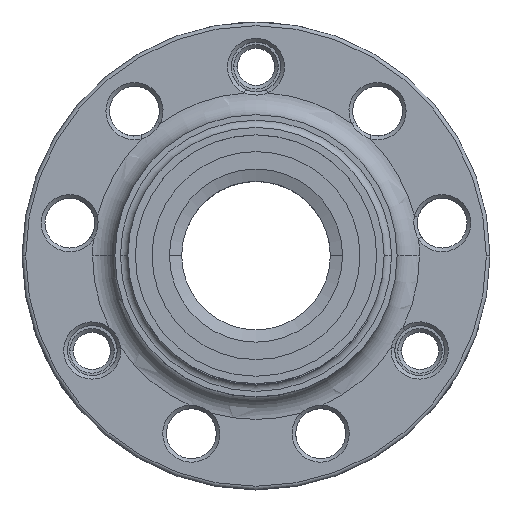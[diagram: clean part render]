
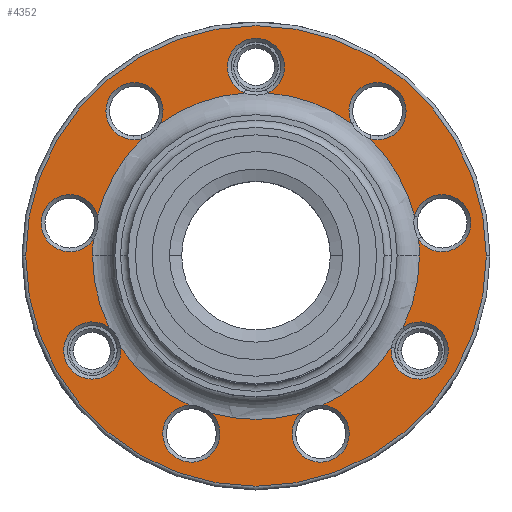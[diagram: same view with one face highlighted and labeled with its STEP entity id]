
A CAD part, top view. The second image highlights one B-rep face of the part: STEP entity #4352.
In plain terms, the highlighted planar face has unit normal (0, 0, 1).
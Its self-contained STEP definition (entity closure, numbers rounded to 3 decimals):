
#126=CARTESIAN_POINT('',(0.,0.,2.2));
#127=DIRECTION('',(0.,0.,1.));
#128=DIRECTION('',(-0.072,0.997,0.));
#129=AXIS2_PLACEMENT_3D('',#126,#127,#128);
#131=CARTESIAN_POINT('',(0.,0.,2.2));
#132=DIRECTION('',(0.,0.,1.));
#133=DIRECTION('',(-0.696,0.718,0.));
#134=AXIS2_PLACEMENT_3D('',#131,#132,#133);
#136=CARTESIAN_POINT('',(0.,0.,2.2));
#137=DIRECTION('',(0.,0.,1.));
#138=DIRECTION('',(-0.995,0.102,0.));
#139=AXIS2_PLACEMENT_3D('',#136,#137,#138);
#141=CARTESIAN_POINT('',(0.,0.,2.2));
#142=DIRECTION('',(0.,0.,1.));
#143=DIRECTION('',(-1.,0.,0.));
#144=AXIS2_PLACEMENT_3D('',#141,#142,#143);
#146=CARTESIAN_POINT('',(0.,0.,2.2));
#147=DIRECTION('',(0.,0.,1.));
#148=DIRECTION('',(-0.828,-0.561,0.));
#149=AXIS2_PLACEMENT_3D('',#146,#147,#148);
#151=CARTESIAN_POINT('',(0.,0.,2.2));
#152=DIRECTION('',(0.,0.,1.));
#153=DIRECTION('',(-0.273,-0.962,0.));
#154=AXIS2_PLACEMENT_3D('',#151,#152,#153);
#156=CARTESIAN_POINT('',(0.,0.,2.2));
#157=DIRECTION('',(0.,0.,1.));
#158=DIRECTION('',(0.409,-0.913,0.));
#159=AXIS2_PLACEMENT_3D('',#156,#157,#158);
#161=CARTESIAN_POINT('',(0.,0.,2.2));
#162=DIRECTION('',(0.,0.,1.));
#163=DIRECTION('',(0.9,-0.436,0.));
#164=AXIS2_PLACEMENT_3D('',#161,#162,#163);
#166=CARTESIAN_POINT('',(0.,0.,2.2));
#167=DIRECTION('',(0.,0.,1.));
#168=DIRECTION('',(1.,0.,0.));
#169=AXIS2_PLACEMENT_3D('',#166,#167,#168);
#171=CARTESIAN_POINT('',(0.,0.,2.2));
#172=DIRECTION('',(0.,0.,1.));
#173=DIRECTION('',(0.97,0.244,0.));
#174=AXIS2_PLACEMENT_3D('',#171,#172,#173);
#176=CARTESIAN_POINT('',(0.,0.,2.2));
#177=DIRECTION('',(0.,0.,1.));
#178=DIRECTION('',(0.586,0.81,0.));
#179=AXIS2_PLACEMENT_3D('',#176,#177,#178);
#181=CARTESIAN_POINT('',(0.,0.,2.2));
#182=DIRECTION('',(0.,0.,1.));
#183=DIRECTION('',(-1.,0.,0.));
#184=AXIS2_PLACEMENT_3D('',#181,#182,#183);
#186=CARTESIAN_POINT('',(0.,0.,2.2));
#187=DIRECTION('',(0.,0.,1.));
#188=DIRECTION('',(1.,0.,0.));
#189=AXIS2_PLACEMENT_3D('',#186,#187,#188);
#195=CARTESIAN_POINT('',(0.,25.45,2.2));
#196=DIRECTION('',(0.,0.,-1.));
#197=DIRECTION('',(-0.412,-0.911,0.));
#198=AXIS2_PLACEMENT_3D('',#195,#196,#197);
#254=CARTESIAN_POINT('',(1.588,21.943,2.2));
#261=CARTESIAN_POINT('',(-1.588,21.943,2.2));
#263=CARTESIAN_POINT('',(15.321,15.788,2.2));
#270=CARTESIAN_POINT('',(12.888,17.83,2.2));
#272=CARTESIAN_POINT('',(21.885,2.247,2.2));
#279=CARTESIAN_POINT('',(21.333,5.374,2.2));
#286=CARTESIAN_POINT('',(-21.333,5.374,2.2));
#293=CARTESIAN_POINT('',(-21.885,2.247,2.2));
#295=CARTESIAN_POINT('',(-12.888,17.83,2.2));
#302=CARTESIAN_POINT('',(-15.321,15.788,2.2));
#308=CARTESIAN_POINT('',(16.359,19.496,2.2));
#309=DIRECTION('',(0.,0.,-1.));
#310=DIRECTION('',(-0.901,-0.433,0.));
#311=AXIS2_PLACEMENT_3D('',#308,#309,#310);
#375=CARTESIAN_POINT('',(25.063,4.419,2.2));
#376=DIRECTION('',(0.,0.,-1.));
#377=DIRECTION('',(-0.969,0.248,0.));
#378=AXIS2_PLACEMENT_3D('',#375,#376,#377);
#430=CARTESIAN_POINT('',(18.209,-12.346,2.2));
#437=CARTESIAN_POINT('',(19.797,-9.596,2.2));
#439=CARTESIAN_POINT('',(6.013,-21.162,2.2));
#446=CARTESIAN_POINT('',(8.997,-20.076,2.2));
#448=CARTESIAN_POINT('',(-8.997,-20.076,2.2));
#455=CARTESIAN_POINT('',(-6.013,-21.162,2.2));
#457=CARTESIAN_POINT('',(-19.797,-9.596,2.2));
#464=CARTESIAN_POINT('',(-18.209,-12.346,2.2));
#479=CARTESIAN_POINT('',(22.04,-12.725,2.2));
#480=DIRECTION('',(0.,0.,-1.));
#481=DIRECTION('',(-0.583,0.813,0.));
#482=AXIS2_PLACEMENT_3D('',#479,#480,#481);
#538=CARTESIAN_POINT('',(8.704,-23.915,2.2));
#539=DIRECTION('',(0.,0.,-1.));
#540=DIRECTION('',(0.076,0.997,0.));
#541=AXIS2_PLACEMENT_3D('',#538,#539,#540);
#601=CARTESIAN_POINT('',(-8.704,-23.915,2.2));
#602=DIRECTION('',(0.,0.,-1.));
#603=DIRECTION('',(0.699,0.715,0.));
#604=AXIS2_PLACEMENT_3D('',#601,#602,#603);
#664=CARTESIAN_POINT('',(-22.04,-12.725,2.2));
#665=DIRECTION('',(0.,0.,-1.));
#666=DIRECTION('',(0.995,0.098,0.));
#667=AXIS2_PLACEMENT_3D('',#664,#665,#666);
#3269=CARTESIAN_POINT('',(-25.063,4.419,2.2));
#3270=DIRECTION('',(0.,0.,-1.));
#3271=DIRECTION('',(0.826,-0.564,0.));
#3272=AXIS2_PLACEMENT_3D('',#3269,#3270,#3271);
#3332=CARTESIAN_POINT('',(-16.359,19.496,2.2));
#3333=DIRECTION('',(0.,0.,-1.));
#3334=DIRECTION('',(0.27,-0.963,0.));
#3335=AXIS2_PLACEMENT_3D('',#3332,#3333,#3334);
#3421=CARTESIAN_POINT('',(22.,0.,2.2));
#3422=VERTEX_POINT('',#3421);
#3423=CARTESIAN_POINT('',(-22.,0.,2.2));
#3424=VERTEX_POINT('',#3423);
#3425=VERTEX_POINT('',#254);
#3426=VERTEX_POINT('',#261);
#3437=VERTEX_POINT('',#263);
#3438=VERTEX_POINT('',#270);
#3442=VERTEX_POINT('',#272);
#3443=VERTEX_POINT('',#279);
#3450=VERTEX_POINT('',#430);
#3451=VERTEX_POINT('',#437);
#3462=VERTEX_POINT('',#439);
#3463=VERTEX_POINT('',#446);
#3471=VERTEX_POINT('',#448);
#3472=VERTEX_POINT('',#455);
#3480=VERTEX_POINT('',#286);
#3481=VERTEX_POINT('',#293);
#3489=VERTEX_POINT('',#457);
#3490=VERTEX_POINT('',#464);
#3498=VERTEX_POINT('',#295);
#3499=VERTEX_POINT('',#302);
#3503=CARTESIAN_POINT('',(-31.,0.,2.2));
#3504=CARTESIAN_POINT('',(31.,0.,2.2));
#3505=VERTEX_POINT('',#3503);
#3506=VERTEX_POINT('',#3504);
#4300=CARTESIAN_POINT('',(0.,0.,2.2));
#4301=DIRECTION('',(0.,0.,1.));
#4302=DIRECTION('',(1.,0.,0.));
#4303=AXIS2_PLACEMENT_3D('',#4300,#4301,#4302);
#4304=PLANE('',#4303);
#4306=ORIENTED_EDGE('',*,*,#4305,.F.);
#4307=ORIENTED_EDGE('',*,*,#4290,.F.);
#4308=EDGE_LOOP('',(#4306,#4307));
#4309=FACE_OUTER_BOUND('',#4308,.F.);
#4311=ORIENTED_EDGE('',*,*,#4310,.F.);
#4313=ORIENTED_EDGE('',*,*,#4312,.T.);
#4315=ORIENTED_EDGE('',*,*,#4314,.F.);
#4317=ORIENTED_EDGE('',*,*,#4316,.T.);
#4319=ORIENTED_EDGE('',*,*,#4318,.F.);
#4321=ORIENTED_EDGE('',*,*,#4320,.T.);
#4323=ORIENTED_EDGE('',*,*,#4322,.T.);
#4325=ORIENTED_EDGE('',*,*,#4324,.F.);
#4327=ORIENTED_EDGE('',*,*,#4326,.T.);
#4329=ORIENTED_EDGE('',*,*,#4328,.F.);
#4331=ORIENTED_EDGE('',*,*,#4330,.T.);
#4333=ORIENTED_EDGE('',*,*,#4332,.F.);
#4335=ORIENTED_EDGE('',*,*,#4334,.T.);
#4337=ORIENTED_EDGE('',*,*,#4336,.F.);
#4339=ORIENTED_EDGE('',*,*,#4338,.T.);
#4341=ORIENTED_EDGE('',*,*,#4340,.T.);
#4343=ORIENTED_EDGE('',*,*,#4342,.F.);
#4345=ORIENTED_EDGE('',*,*,#4344,.T.);
#4347=ORIENTED_EDGE('',*,*,#4346,.F.);
#4349=ORIENTED_EDGE('',*,*,#4348,.T.);
#4350=EDGE_LOOP('',(#4311,#4313,#4315,#4317,#4319,#4321,#4323,#4325,#4327,#4329,
#4331,#4333,#4335,#4337,#4339,#4341,#4343,#4345,#4347,#4349));
#4351=FACE_BOUND('',#4350,.F.);
#130=CIRCLE('',#129,22.);
#135=CIRCLE('',#134,22.);
#140=CIRCLE('',#139,22.);
#145=CIRCLE('',#144,22.);
#150=CIRCLE('',#149,22.);
#155=CIRCLE('',#154,22.);
#160=CIRCLE('',#159,22.);
#165=CIRCLE('',#164,22.);
#170=CIRCLE('',#169,22.);
#175=CIRCLE('',#174,22.);
#180=CIRCLE('',#179,22.);
#185=CIRCLE('',#184,31.);
#190=CIRCLE('',#189,31.);
#199=CIRCLE('',#198,3.85);
#312=CIRCLE('',#311,3.85);
#379=CIRCLE('',#378,3.85);
#483=CIRCLE('',#482,3.85);
#542=CIRCLE('',#541,3.85);
#605=CIRCLE('',#604,3.85);
#668=CIRCLE('',#667,3.85);
#3273=CIRCLE('',#3272,3.85);
#3336=CIRCLE('',#3335,3.85);
#4290=EDGE_CURVE('',#3506,#3505,#190,.T.);
#4305=EDGE_CURVE('',#3505,#3506,#185,.T.);
#4310=EDGE_CURVE('',#3426,#3425,#199,.T.);
#4312=EDGE_CURVE('',#3426,#3498,#130,.T.);
#4314=EDGE_CURVE('',#3499,#3498,#3336,.T.);
#4316=EDGE_CURVE('',#3499,#3480,#135,.T.);
#4318=EDGE_CURVE('',#3481,#3480,#3273,.T.);
#4320=EDGE_CURVE('',#3481,#3424,#140,.T.);
#4322=EDGE_CURVE('',#3424,#3489,#145,.T.);
#4324=EDGE_CURVE('',#3490,#3489,#668,.T.);
#4326=EDGE_CURVE('',#3490,#3471,#150,.T.);
#4328=EDGE_CURVE('',#3472,#3471,#605,.T.);
#4330=EDGE_CURVE('',#3472,#3462,#155,.T.);
#4332=EDGE_CURVE('',#3463,#3462,#542,.T.);
#4334=EDGE_CURVE('',#3463,#3450,#160,.T.);
#4336=EDGE_CURVE('',#3451,#3450,#483,.T.);
#4338=EDGE_CURVE('',#3451,#3422,#165,.T.);
#4340=EDGE_CURVE('',#3422,#3442,#170,.T.);
#4342=EDGE_CURVE('',#3443,#3442,#379,.T.);
#4344=EDGE_CURVE('',#3443,#3437,#175,.T.);
#4346=EDGE_CURVE('',#3438,#3437,#312,.T.);
#4348=EDGE_CURVE('',#3438,#3425,#180,.T.);
#4352=ADVANCED_FACE('',(#4309,#4351),#4304,.T.);
